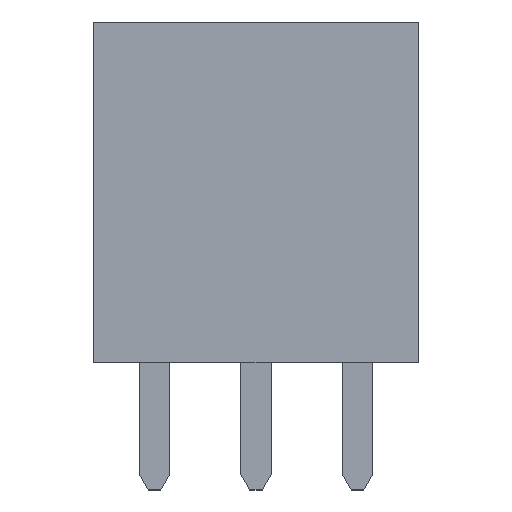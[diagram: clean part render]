
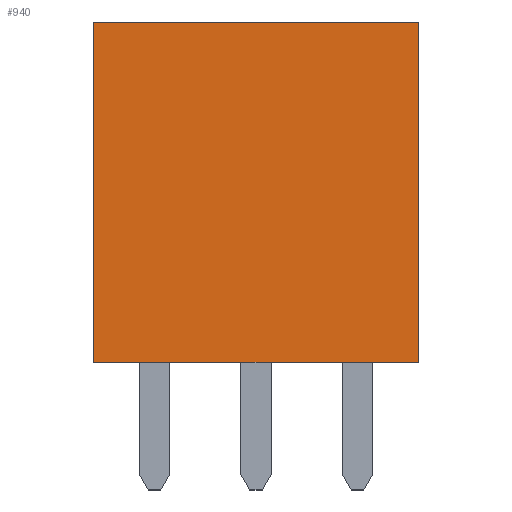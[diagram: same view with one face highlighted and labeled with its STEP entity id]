
A CAD part, top view. The second image highlights one B-rep face of the part: STEP entity #940.
In plain terms, the highlighted planar face has unit normal (0, 0, 1).
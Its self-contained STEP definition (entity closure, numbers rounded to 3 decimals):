
#28=FACE_OUTER_BOUND('',#88,.T.);
#88=EDGE_LOOP('',(#639,#640,#641,#642));
#140=LINE('',#1296,#266);
#154=LINE('',#1326,#280);
#170=LINE('',#1356,#296);
#172=LINE('',#1360,#298);
#266=VECTOR('',#1058,1000.);
#280=VECTOR('',#1074,1000.);
#296=VECTOR('',#1092,1000.);
#298=VECTOR('',#1098,1000.);
#389=VERTEX_POINT('',#1289);
#392=VERTEX_POINT('',#1294);
#405=VERTEX_POINT('',#1322);
#407=VERTEX_POINT('',#1325);
#472=EDGE_CURVE('',#392,#389,#140,.T.);
#486=EDGE_CURVE('',#407,#405,#154,.T.);
#502=EDGE_CURVE('',#389,#405,#170,.T.);
#504=EDGE_CURVE('',#392,#407,#172,.T.);
#639=ORIENTED_EDGE('',*,*,#486,.T.);
#640=ORIENTED_EDGE('',*,*,#502,.F.);
#641=ORIENTED_EDGE('',*,*,#472,.F.);
#642=ORIENTED_EDGE('',*,*,#504,.T.);
#852=PLANE('',#1002);
#940=ADVANCED_FACE('',(#28),#852,.F.);
#1002=AXIS2_PLACEMENT_3D('',#1361,#1099,#1100);
#1058=DIRECTION('',(1.,0.,0.));
#1074=DIRECTION('',(1.,0.,0.));
#1092=DIRECTION('',(0.,-1.,0.));
#1098=DIRECTION('',(0.,-1.,0.));
#1099=DIRECTION('center_axis',(0.,0.,-1.));
#1100=DIRECTION('ref_axis',(-1.,0.,0.));
#1289=CARTESIAN_POINT('',(4.064,8.509,1.27));
#1294=CARTESIAN_POINT('',(-4.064,8.509,1.27));
#1296=CARTESIAN_POINT('',(-4.064,8.509,1.27));
#1322=CARTESIAN_POINT('',(4.064,0.,1.27));
#1325=CARTESIAN_POINT('',(-4.064,0.,1.27));
#1326=CARTESIAN_POINT('',(-4.064,0.,1.27));
#1356=CARTESIAN_POINT('',(4.064,8.509,1.27));
#1360=CARTESIAN_POINT('',(-4.064,8.509,1.27));
#1361=CARTESIAN_POINT('Origin',(-4.064,8.509,1.27));
